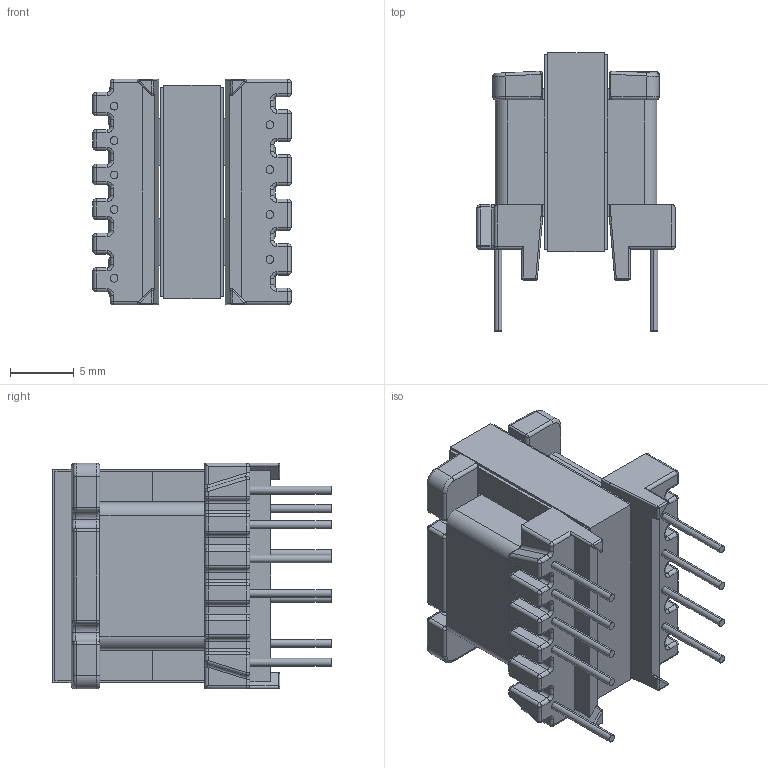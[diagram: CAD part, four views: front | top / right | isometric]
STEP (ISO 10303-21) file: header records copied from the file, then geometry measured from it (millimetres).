
FILE_DESCRIPTION (( 'STEP AP214' ), '1' );
FILE_NAME ('EE16-7-5_5278_MP2.STEP', '2021-06-28T16:39:21', ( '' ), ( '' ), 'SwSTEP 2.0', 'SolidWorks 2017', '' );
FILE_SCHEMA (( 'AUTOMOTIVE_DESIGN' ));
Length unit declared in the file: millimetre
Products named in the file (5): 070-5278_6D; EE16-7-5_5278_MP2; 070-5278_coil; 440-9989-1261; 150-1261_6C
Assembly tree (5 placements, depth 2):
  EE16-7-5_5278_MP2
    070-5278_6D
    070-5278_coil
    150-1261_6C  x2
    440-9989-1261
Bounding box: 15.48 x 21.73 x 17.62 mm (x, y, z)
Volume: 2889.5 mm3; surface area: 4288.1 mm2
Topology: 5 solids, 5 shells, 606 faces, 1435 edges, 773 vertices
Faces by surface type: cylinder 274, plane 167, sphere 73, torus 55, bspline 37
Entity records: 17369 total; most frequent: CARTESIAN_POINT 3766, DIRECTION 2872, ORIENTED_EDGE 2648, EDGE_CURVE 1324, AXIS2_PLACEMENT_3D 1100, VERTEX_POINT 749, LINE 672, VECTOR 672
